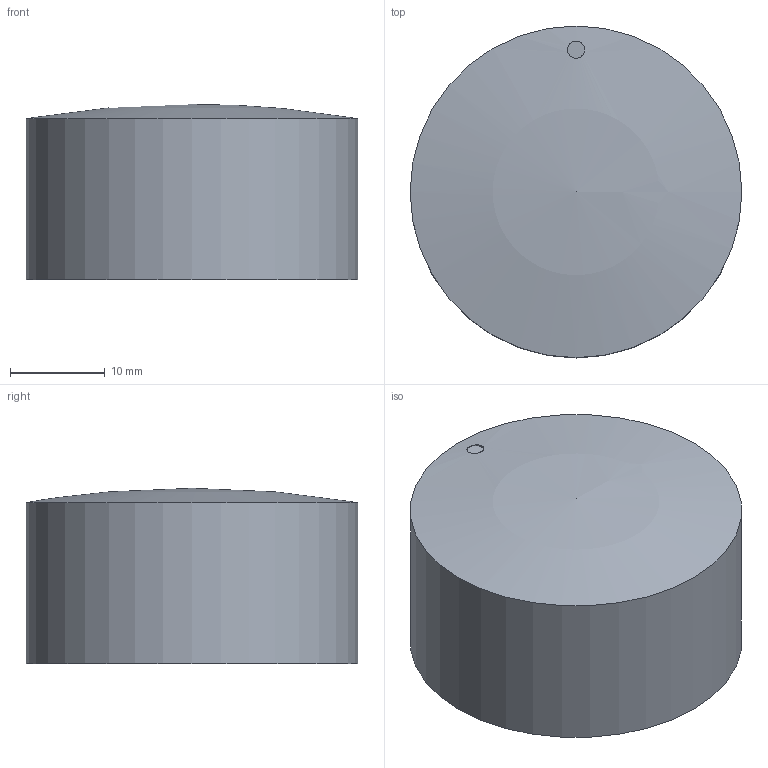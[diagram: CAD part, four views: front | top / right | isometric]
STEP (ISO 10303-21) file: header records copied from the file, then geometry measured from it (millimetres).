
FILE_DESCRIPTION(/* description */ (''),/* implementation_level */ '2;1');
FILE_NAME(/* name */ 'Knopf_35.stp',/* time_stamp */ '2015-11-17T19:13:35+01:00',/* author */ ('Stephan'),/* organization */ (''),/* preprocessor_version */ 'ST-DEVELOPER v16.1',/* originating_system */ 'Autodesk Inventor 2016',/* authorisation */ '');
FILE_SCHEMA (('AUTOMOTIVE_DESIGN { 1 0 10303 214 3 1 1 }'));
Length unit declared in the file: millimetre
Products named in the file (1): Knopf_35
Bounding box: 35 x 35 x 18.5 mm (x, y, z)
Volume: 5572 mm3; surface area: 7075.6 mm2
Topology: 1 solids, 1 shells, 25 faces, 64 edges, 43 vertices
Faces by surface type: plane 16, cylinder 8, sphere 1
Full cylindrical faces by diameter (mm): 1.8 x1, 6 x1, 33.1 x1, 35 x1
Entity records: 771 total; most frequent: CARTESIAN_POINT 153, DIRECTION 128, ORIENTED_EDGE 110, EDGE_CURVE 55, AXIS2_PLACEMENT_3D 48, VERTEX_POINT 39, LINE 32, VECTOR 32
